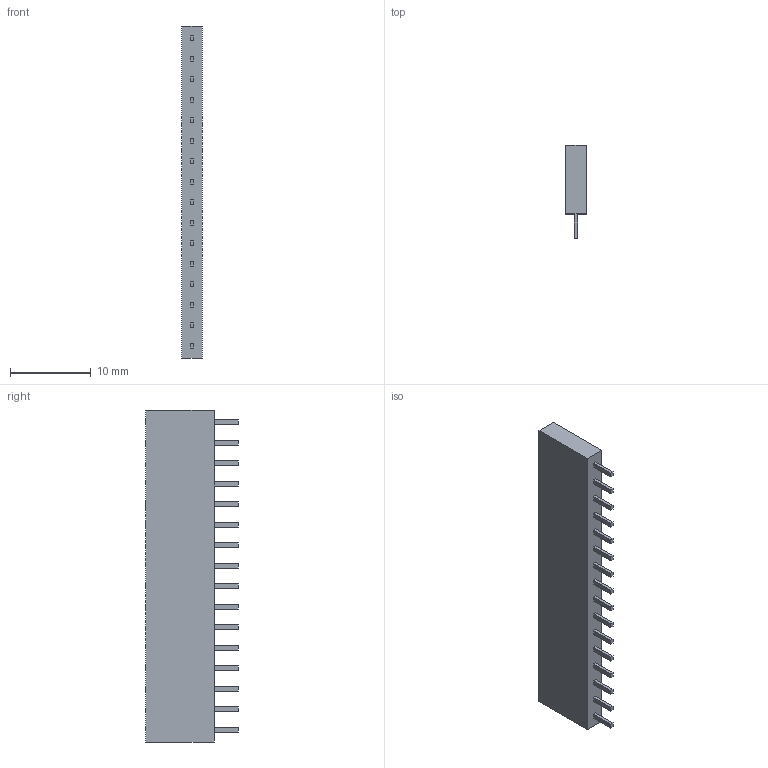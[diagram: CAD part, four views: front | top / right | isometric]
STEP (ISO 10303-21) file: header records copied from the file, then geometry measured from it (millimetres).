
FILE_DESCRIPTION(('STEP AP203'), '1');
FILE_NAME('PBS-16', '', ('UNSPECIFIED'), ('UNSPECIFIED'), 'C3D Converter', 'C3D Toolkit', '');
FILE_SCHEMA(('CONFIG_CONTROL_DESIGN'));
Length unit declared in the file: millimetre
Bounding box: 2.54 x 11.5 x 41.14 mm (x, y, z)
Volume: 867.1 mm3; surface area: 1319.6 mm2
Topology: 17 solids, 17 shells, 166 faces, 396 edges, 264 vertices
Faces by surface type: plane 166
Entity records: 6223 total; most frequent: CARTESIAN_POINT 827, ORIENTED_EDGE 792, DIRECTION 730, EDGE_CURVE 396, LINE 396, VECTOR 396, VERTEX_POINT 264, FACE_BOUND 198
